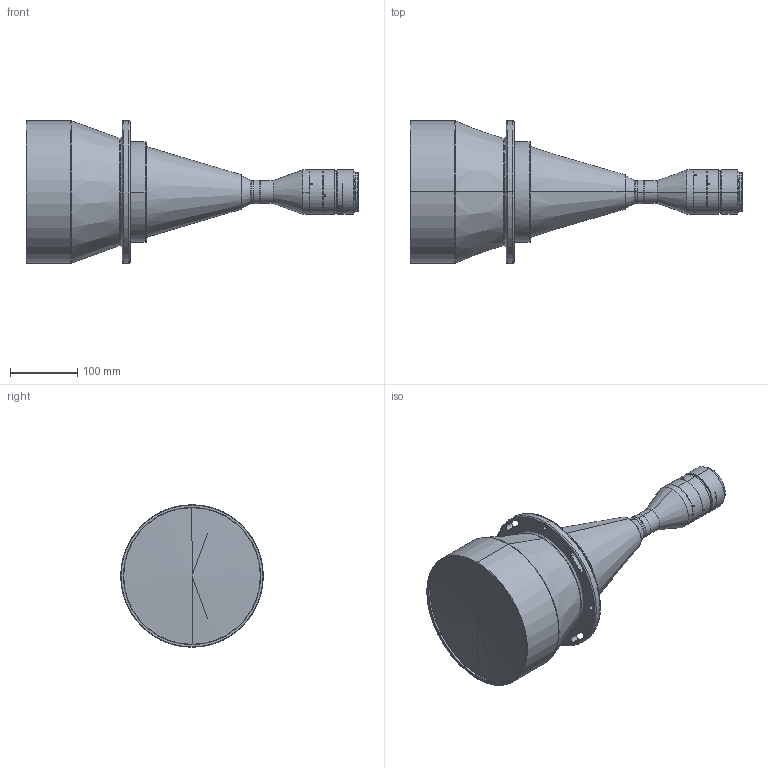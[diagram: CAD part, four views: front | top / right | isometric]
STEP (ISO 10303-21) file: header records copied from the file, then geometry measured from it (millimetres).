
FILE_DESCRIPTION (( 'STEP AP203' ), '1' );
FILE_NAME ('DTCM71M-170-M58-AL.STEP', '2023-05-05T08:56:22', ( '' ), ( '' ), 'SwSTEP 2.0', 'SolidWorks 2017', '' );
FILE_SCHEMA (( 'CONFIG_CONTROL_DESIGN' ));
Length unit declared in the file: millimetre
Products named in the file (1): DTCM71M-170-M58-AL
Bounding box: 493.59 x 212 x 212 mm (x, y, z)
Volume: 6599832.8 mm3; surface area: 262230.6 mm2
Topology: 1 solids, 1 shells, 170 faces, 408 edges, 254 vertices
Faces by surface type: cylinder 87, cone 41, plane 24, bspline 18
Entity records: 6334 total; most frequent: CARTESIAN_POINT 2327, DIRECTION 851, ORIENTED_EDGE 808, EDGE_CURVE 404, AXIS2_PLACEMENT_3D 354, VERTEX_POINT 254, EDGE_LOOP 206, CIRCLE 201
